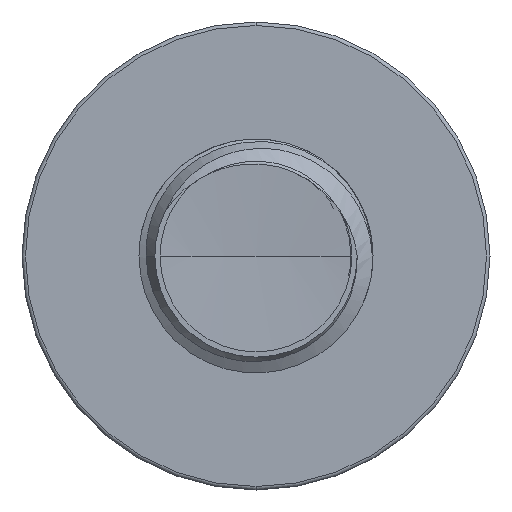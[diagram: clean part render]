
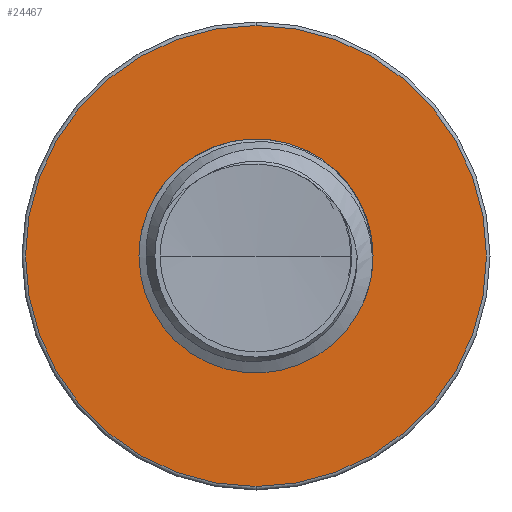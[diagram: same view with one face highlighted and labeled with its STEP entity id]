
A CAD part, front view. The second image highlights one B-rep face of the part: STEP entity #24467.
In plain terms, the highlighted planar face has unit normal (0, -1, 0).
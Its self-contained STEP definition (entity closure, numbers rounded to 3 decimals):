
#387 = CIRCLE ( 'NONE', #7496, 3.94 ) ;
#1333 = AXIS2_PLACEMENT_3D ( 'NONE', #6488, #8741, #22648 ) ;
#3639 = DIRECTION ( 'NONE',  ( 0., 0., -1. ) ) ;
#3660 = DIRECTION ( 'NONE',  ( 0., -1., 0. ) ) ;
#3690 = CARTESIAN_POINT ( 'NONE',  ( 0., 9., 0. ) ) ;
#4106 = VERTEX_POINT ( 'NONE', #16400 ) ;
#5310 = EDGE_CURVE ( 'NONE', #15408, #4106, #24506, .T. ) ;
#6488 = CARTESIAN_POINT ( 'NONE',  ( 0., 9., 1.971 ) ) ;
#6521 = CARTESIAN_POINT ( 'NONE',  ( 0., 9., 1.971 ) ) ;
#6558 = EDGE_CURVE ( 'NONE', #23511, #13824, #17610, .T. ) ;
#7496 = AXIS2_PLACEMENT_3D ( 'NONE', #21110, #8826, #22701 ) ;
#8199 = CIRCLE ( 'NONE', #13448, 1.971 ) ;
#8741 = DIRECTION ( 'NONE',  ( 0., -1., 0. ) ) ;
#8826 = DIRECTION ( 'NONE',  ( 0., -1., 0. ) ) ;
#9560 = DIRECTION ( 'NONE',  ( 0., 0., -1. ) ) ;
#9571 = DIRECTION ( 'NONE',  ( 0., -1., 0. ) ) ;
#9589 = CARTESIAN_POINT ( 'NONE',  ( 0., 9., 0. ) ) ;
#10656 = PLANE ( 'NONE',  #1333 ) ;
#11018 = EDGE_LOOP ( 'NONE', ( #22679, #12324 ) ) ;
#11444 = ORIENTED_EDGE ( 'NONE', *, *, #13698, .F. ) ;
#12324 = ORIENTED_EDGE ( 'NONE', *, *, #5310, .T. ) ;
#13448 = AXIS2_PLACEMENT_3D ( 'NONE', #19586, #19544, #19534 ) ;
#13698 = EDGE_CURVE ( 'NONE', #13824, #23511, #8199, .T. ) ;
#13824 = VERTEX_POINT ( 'NONE', #19092 ) ;
#14557 = FACE_OUTER_BOUND ( 'NONE', #11018, .T. ) ;
#14871 = CARTESIAN_POINT ( 'NONE',  ( 0., 9., 3.94 ) ) ;
#15408 = VERTEX_POINT ( 'NONE', #14871 ) ;
#16400 = CARTESIAN_POINT ( 'NONE',  ( 0., 9., -3.94 ) ) ;
#17141 = EDGE_CURVE ( 'NONE', #4106, #15408, #387, .T. ) ;
#17610 = CIRCLE ( 'NONE', #19299, 1.971 ) ;
#19092 = CARTESIAN_POINT ( 'NONE',  ( 0., 9., -1.971 ) ) ;
#19299 = AXIS2_PLACEMENT_3D ( 'NONE', #3690, #3660, #3639 ) ;
#19309 = FACE_BOUND ( 'NONE', #20626, .T. ) ;
#19534 = DIRECTION ( 'NONE',  ( 0., 0., -1. ) ) ;
#19544 = DIRECTION ( 'NONE',  ( 0., -1., 0. ) ) ;
#19586 = CARTESIAN_POINT ( 'NONE',  ( 0., 9., 0. ) ) ;
#19752 = AXIS2_PLACEMENT_3D ( 'NONE', #9589, #9571, #9560 ) ;
#20626 = EDGE_LOOP ( 'NONE', ( #11444, #20672 ) ) ;
#20672 = ORIENTED_EDGE ( 'NONE', *, *, #6558, .F. ) ;
#21110 = CARTESIAN_POINT ( 'NONE',  ( 0., 9., 0. ) ) ;
#22648 = DIRECTION ( 'NONE',  ( 0., 0., -1. ) ) ;
#22679 = ORIENTED_EDGE ( 'NONE', *, *, #17141, .T. ) ;
#22701 = DIRECTION ( 'NONE',  ( 0., 0., -1. ) ) ;
#23511 = VERTEX_POINT ( 'NONE', #6521 ) ;
#24467 = ADVANCED_FACE ( 'NONE', ( #14557, #19309 ), #10656, .T. ) ;
#24506 = CIRCLE ( 'NONE', #19752, 3.94 ) ;
